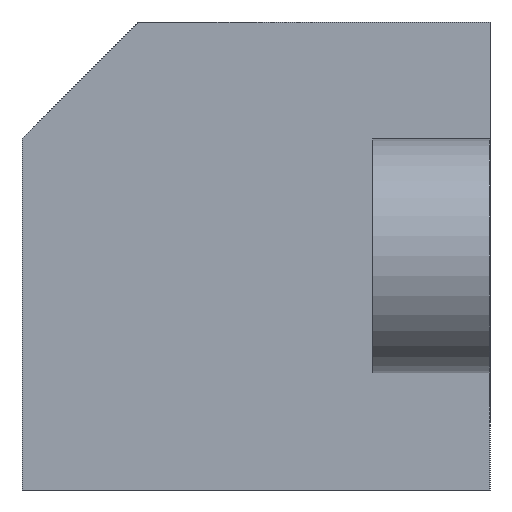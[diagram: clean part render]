
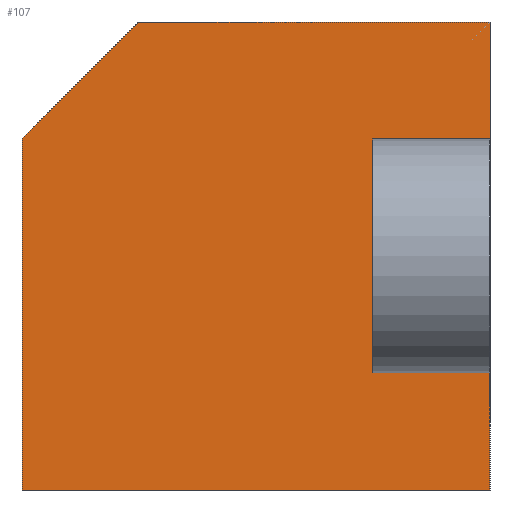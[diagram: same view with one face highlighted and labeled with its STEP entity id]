
A CAD part, left-side view. The second image highlights one B-rep face of the part: STEP entity #107.
In plain terms, the highlighted planar face has unit normal (-1, 0, 0).
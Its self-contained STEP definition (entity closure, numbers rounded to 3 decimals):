
#12 = VECTOR ( 'NONE', #522, 1000. ) ;
#14 = EDGE_CURVE ( 'NONE', #441, #371, #153, .T. ) ;
#17 = CARTESIAN_POINT ( 'NONE',  ( -14., 7., -7. ) ) ;
#21 = CARTESIAN_POINT ( 'NONE',  ( -14., 28., 7. ) ) ;
#33 = EDGE_LOOP ( 'NONE', ( #476, #665, #515, #66, #45, #53, #497, #600, #208 ) ) ;
#45 = ORIENTED_EDGE ( 'NONE', *, *, #660, .F. ) ;
#49 = LINE ( 'NONE', #21, #183 ) ;
#53 = ORIENTED_EDGE ( 'NONE', *, *, #318, .F. ) ;
#65 = DIRECTION ( 'NONE',  ( 0., 0., 1. ) ) ;
#66 = ORIENTED_EDGE ( 'NONE', *, *, #78, .F. ) ;
#75 = CARTESIAN_POINT ( 'NONE',  ( -14., 0., 14. ) ) ;
#78 = EDGE_CURVE ( 'NONE', #207, #162, #459, .T. ) ;
#91 = CARTESIAN_POINT ( 'NONE',  ( -14., 0., -7. ) ) ;
#107 = ADVANCED_FACE ( 'NONE', ( #380 ), #414, .T. ) ;
#139 = DIRECTION ( 'NONE',  ( 0., -1., 0. ) ) ;
#143 = VECTOR ( 'NONE', #279, 1000. ) ;
#152 = CARTESIAN_POINT ( 'NONE',  ( -14., 7., -7. ) ) ;
#153 = LINE ( 'NONE', #415, #12 ) ;
#162 = VERTEX_POINT ( 'NONE', #273 ) ;
#173 = CARTESIAN_POINT ( 'NONE',  ( -14., 0., 0. ) ) ;
#181 = CARTESIAN_POINT ( 'NONE',  ( -14., 21., 14. ) ) ;
#182 = CARTESIAN_POINT ( 'NONE',  ( -14., 7., -7. ) ) ;
#183 = VECTOR ( 'NONE', #432, 1000. ) ;
#193 = CARTESIAN_POINT ( 'NONE',  ( -14., 28., -14. ) ) ;
#205 = CARTESIAN_POINT ( 'NONE',  ( -14., 0., -14. ) ) ;
#207 = VERTEX_POINT ( 'NONE', #75 ) ;
#208 = ORIENTED_EDGE ( 'NONE', *, *, #541, .F. ) ;
#211 = DIRECTION ( 'NONE',  ( 0., 0., -1. ) ) ;
#228 = LINE ( 'NONE', #181, #632 ) ;
#254 = VERTEX_POINT ( 'NONE', #474 ) ;
#273 = CARTESIAN_POINT ( 'NONE',  ( -14., 0., 7. ) ) ;
#279 = DIRECTION ( 'NONE',  ( 0., -1., 0. ) ) ;
#280 = VERTEX_POINT ( 'NONE', #17 ) ;
#301 = EDGE_CURVE ( 'NONE', #371, #529, #49, .T. ) ;
#318 = EDGE_CURVE ( 'NONE', #529, #646, #228, .T. ) ;
#324 = VECTOR ( 'NONE', #642, 1000. ) ;
#327 = CARTESIAN_POINT ( 'NONE',  ( -14., 0., 14. ) ) ;
#371 = VERTEX_POINT ( 'NONE', #193 ) ;
#375 = CARTESIAN_POINT ( 'NONE',  ( -14., 21., 14. ) ) ;
#380 = FACE_OUTER_BOUND ( 'NONE', #33, .T. ) ;
#399 = LINE ( 'NONE', #327, #324 ) ;
#407 = VECTOR ( 'NONE', #480, 1000. ) ;
#414 = PLANE ( 'NONE',  #549 ) ;
#415 = CARTESIAN_POINT ( 'NONE',  ( -14., 28., -14. ) ) ;
#421 = VECTOR ( 'NONE', #599, 1000. ) ;
#432 = DIRECTION ( 'NONE',  ( 0., 0., 1. ) ) ;
#441 = VERTEX_POINT ( 'NONE', #491 ) ;
#451 = CARTESIAN_POINT ( 'NONE',  ( -14., 0., -14. ) ) ;
#458 = VECTOR ( 'NONE', #139, 1000. ) ;
#459 = LINE ( 'NONE', #451, #484 ) ;
#474 = CARTESIAN_POINT ( 'NONE',  ( -14., 7., 7. ) ) ;
#476 = ORIENTED_EDGE ( 'NONE', *, *, #565, .F. ) ;
#480 = DIRECTION ( 'NONE',  ( 0., 0., -1. ) ) ;
#482 = DIRECTION ( 'NONE',  ( 0., -0.707, 0.707 ) ) ;
#484 = VECTOR ( 'NONE', #211, 1000. ) ;
#491 = CARTESIAN_POINT ( 'NONE',  ( -14., 0., -14. ) ) ;
#497 = ORIENTED_EDGE ( 'NONE', *, *, #301, .F. ) ;
#499 = CARTESIAN_POINT ( 'NONE',  ( -14., 28., 7. ) ) ;
#515 = ORIENTED_EDGE ( 'NONE', *, *, #554, .T. ) ;
#516 = DIRECTION ( 'NONE',  ( -1., 0., 0. ) ) ;
#522 = DIRECTION ( 'NONE',  ( 0., 1., 0. ) ) ;
#526 = LINE ( 'NONE', #152, #407 ) ;
#527 = LINE ( 'NONE', #205, #421 ) ;
#529 = VERTEX_POINT ( 'NONE', #499 ) ;
#541 = EDGE_CURVE ( 'NONE', #558, #441, #527, .T. ) ;
#544 = LINE ( 'NONE', #182, #143 ) ;
#547 = LINE ( 'NONE', #592, #458 ) ;
#549 = AXIS2_PLACEMENT_3D ( 'NONE', #173, #516, #65 ) ;
#554 = EDGE_CURVE ( 'NONE', #254, #162, #547, .T. ) ;
#558 = VERTEX_POINT ( 'NONE', #91 ) ;
#565 = EDGE_CURVE ( 'NONE', #280, #558, #544, .T. ) ;
#572 = EDGE_CURVE ( 'NONE', #254, #280, #526, .T. ) ;
#592 = CARTESIAN_POINT ( 'NONE',  ( -14., 7., 7. ) ) ;
#599 = DIRECTION ( 'NONE',  ( 0., 0., -1. ) ) ;
#600 = ORIENTED_EDGE ( 'NONE', *, *, #14, .F. ) ;
#632 = VECTOR ( 'NONE', #482, 1000. ) ;
#642 = DIRECTION ( 'NONE',  ( 0., -1., 0. ) ) ;
#646 = VERTEX_POINT ( 'NONE', #375 ) ;
#660 = EDGE_CURVE ( 'NONE', #646, #207, #399, .T. ) ;
#665 = ORIENTED_EDGE ( 'NONE', *, *, #572, .F. ) ;
